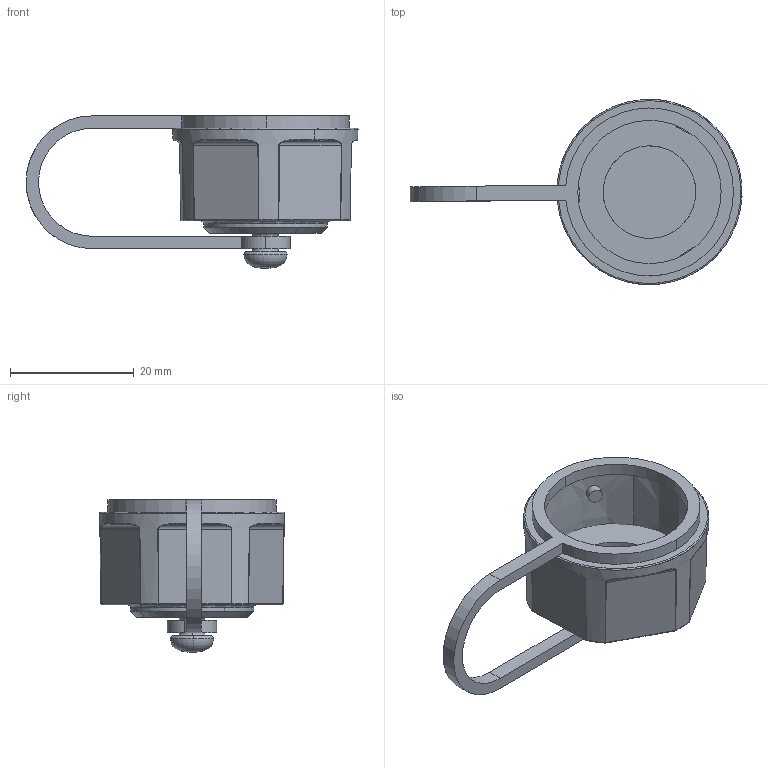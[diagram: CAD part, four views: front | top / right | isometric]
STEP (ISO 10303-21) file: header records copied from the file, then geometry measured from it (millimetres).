
FILE_DESCRIPTION (( 'STEP AP214' ), '1' );
FILE_NAME ('h80030A0004H50.STEP', '2010-08-11T07:41:13', ( 'ew_administrator' ), ( '' ), 'SwSTEP 2.0', 'SolidWorks 2010', '' );
FILE_SCHEMA (( 'AUTOMOTIVE_DESIGN' ));
Length unit declared in the file: millimetre
Products named in the file (5): H80030A0004H1; H80030A0004H3_Default; H80030A0004H2_Default; H80030A0004H5; h80030A0004H50
Assembly tree (4 placements, depth 3):
  h80030A0004H50
    H80030A0004H5
    H80030A0004H1
      H80030A0004H2_Default
      H80030A0004H3_Default
Bounding box: 53.74 x 29.95 x 24.65 mm (x, y, z)
Volume: 4997.9 mm3; surface area: 6394.7 mm2
Topology: 3 solids, 3 shells, 141 faces, 321 edges, 194 vertices
Faces by surface type: bspline 61, cylinder 38, plane 29, cone 11, torus 2
Entity records: 7707 total; most frequent: CARTESIAN_POINT 4518, ORIENTED_EDGE 642, DIRECTION 520, EDGE_CURVE 321, AXIS2_PLACEMENT_3D 218, VERTEX_POINT 194, EDGE_LOOP 155, FACE_OUTER_BOUND 141
